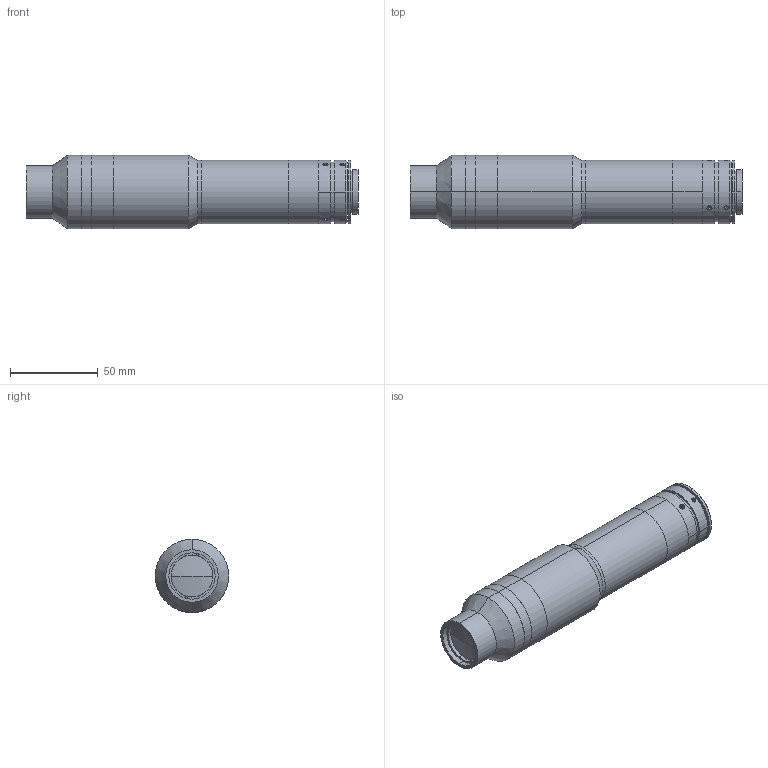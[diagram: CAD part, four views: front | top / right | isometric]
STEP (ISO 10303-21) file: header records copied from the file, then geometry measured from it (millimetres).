
FILE_DESCRIPTION (( 'STEP AP203' ), '1' );
FILE_NAME ('XF-MH07X194.STEP', '2024-08-06T01:09:20', ( '' ), ( '' ), 'SwSTEP 2.0', 'SolidWorks 2022', '' );
FILE_SCHEMA (( 'CONFIG_CONTROL_DESIGN' ));
Length unit declared in the file: millimetre
Products named in the file (1): XF-MH07X194
Bounding box: 189.36 x 42 x 42 mm (x, y, z)
Surface area: 28096.5 mm2 (no closed solid volume)
Topology: 0 solids, 21 shells, 132 faces, 362 edges, 244 vertices
Faces by surface type: plane 66, cylinder 42, cone 22, sphere 2
Entity records: 4500 total; most frequent: CARTESIAN_POINT 1073, DIRECTION 745, ORIENTED_EDGE 578, EDGE_CURVE 354, AXIS2_PLACEMENT_3D 276, VERTEX_POINT 244, VECTOR 193, LINE 193
